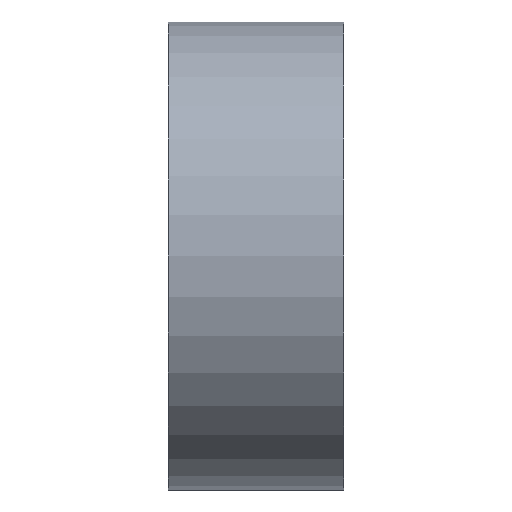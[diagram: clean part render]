
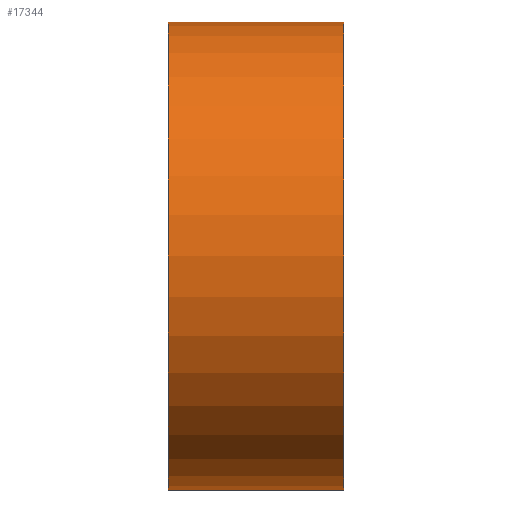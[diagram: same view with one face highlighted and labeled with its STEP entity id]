
A CAD part, left-side view. The second image highlights one B-rep face of the part: STEP entity #17344.
In plain terms, the highlighted cylindrical face has radius 15.975 mm (diameter 31.95 mm), a partial arc.
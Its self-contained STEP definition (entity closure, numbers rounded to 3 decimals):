
#2091 = CARTESIAN_POINT ( 'NONE',  ( 0., -6., 0. ) ) ;
#3227 = CIRCLE ( 'NONE', #12256, 15.975 ) ;
#3483 = ORIENTED_EDGE ( 'NONE', *, *, #19369, .T. ) ;
#3875 = DIRECTION ( 'NONE',  ( 0., 0., 1. ) ) ;
#5470 = DIRECTION ( 'NONE',  ( 0., 0., -1. ) ) ;
#6089 = VERTEX_POINT ( 'NONE', #18421 ) ;
#6334 = ORIENTED_EDGE ( 'NONE', *, *, #17855, .T. ) ;
#6885 = CARTESIAN_POINT ( 'NONE',  ( 0., -6., 15.975 ) ) ;
#7898 = DIRECTION ( 'NONE',  ( 0., 0., 1. ) ) ;
#8748 = AXIS2_PLACEMENT_3D ( 'NONE', #10598, #19583, #5470 ) ;
#8846 = ORIENTED_EDGE ( 'NONE', *, *, #15354, .F. ) ;
#10548 = LINE ( 'NONE', #19231, #14667 ) ;
#10598 = CARTESIAN_POINT ( 'NONE',  ( 0., 6., 0. ) ) ;
#10673 = VECTOR ( 'NONE', #12341, 1000. ) ;
#10830 = CARTESIAN_POINT ( 'NONE',  ( 0., 6., -15.975 ) ) ;
#12008 = VERTEX_POINT ( 'NONE', #6885 ) ;
#12224 = DIRECTION ( 'NONE',  ( 0., -1., 0. ) ) ;
#12256 = AXIS2_PLACEMENT_3D ( 'NONE', #2091, #20289, #3875 ) ;
#12341 = DIRECTION ( 'NONE',  ( 0., -1., 0. ) ) ;
#12578 = EDGE_CURVE ( 'NONE', #6089, #12008, #10548, .T. ) ;
#13337 = DIRECTION ( 'NONE',  ( 0., 1., 0. ) ) ;
#14667 = VECTOR ( 'NONE', #12224, 1000. ) ;
#15129 = VERTEX_POINT ( 'NONE', #10830 ) ;
#15354 = EDGE_CURVE ( 'NONE', #15129, #6089, #15652, .T. ) ;
#15652 = CIRCLE ( 'NONE', #21392, 15.975 ) ;
#16303 = CARTESIAN_POINT ( 'NONE',  ( 0., -6., -15.975 ) ) ;
#16690 = CARTESIAN_POINT ( 'NONE',  ( 0., 6., 0. ) ) ;
#17344 = ADVANCED_FACE ( 'NONE', ( #21444 ), #22262, .T. ) ;
#17564 = CARTESIAN_POINT ( 'NONE',  ( 0., 6., -15.975 ) ) ;
#17829 = VERTEX_POINT ( 'NONE', #16303 ) ;
#17855 = EDGE_CURVE ( 'NONE', #17829, #12008, #3227, .T. ) ;
#18421 = CARTESIAN_POINT ( 'NONE',  ( 0., 6., 15.975 ) ) ;
#18800 = ORIENTED_EDGE ( 'NONE', *, *, #12578, .F. ) ;
#19231 = CARTESIAN_POINT ( 'NONE',  ( 0., 6., 15.975 ) ) ;
#19369 = EDGE_CURVE ( 'NONE', #15129, #17829, #21128, .T. ) ;
#19583 = DIRECTION ( 'NONE',  ( 0., -1., 0. ) ) ;
#20289 = DIRECTION ( 'NONE',  ( 0., 1., 0. ) ) ;
#20848 = EDGE_LOOP ( 'NONE', ( #18800, #8846, #3483, #6334 ) ) ;
#21128 = LINE ( 'NONE', #17564, #10673 ) ;
#21392 = AXIS2_PLACEMENT_3D ( 'NONE', #16690, #13337, #7898 ) ;
#21444 = FACE_OUTER_BOUND ( 'NONE', #20848, .T. ) ;
#22262 = CYLINDRICAL_SURFACE ( 'NONE', #8748, 15.975 ) ;
